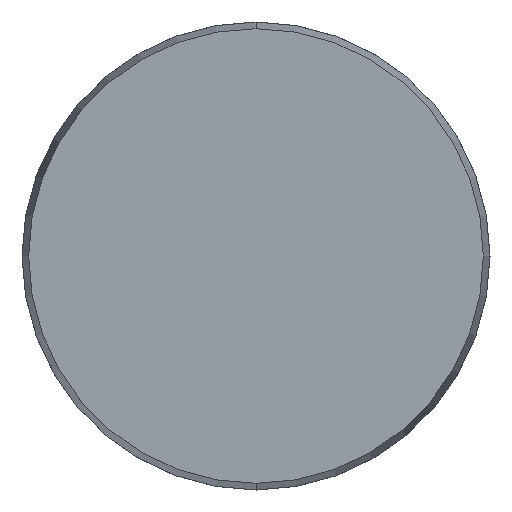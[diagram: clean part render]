
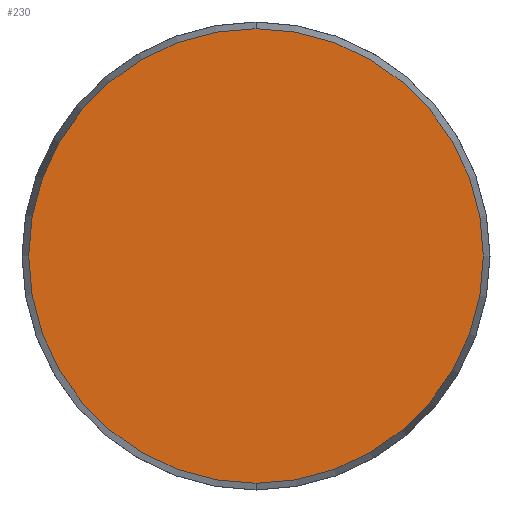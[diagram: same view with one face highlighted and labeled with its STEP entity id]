
A CAD part, front view. The second image highlights one B-rep face of the part: STEP entity #230.
In plain terms, the highlighted planar face has unit normal (0, -1, 0).
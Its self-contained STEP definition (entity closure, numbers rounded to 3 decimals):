
#29 = AXIS2_PLACEMENT_3D ( 'NONE', #932, #130, #450 ) ;
#45 = PLANE ( 'NONE',  #496 ) ;
#93 = CARTESIAN_POINT ( 'NONE',  ( 0., 0., 29.143 ) ) ;
#130 = DIRECTION ( 'NONE',  ( 0., -1., 0. ) ) ;
#139 = EDGE_CURVE ( 'NONE', #451, #646, #767, .T. ) ;
#156 = DIRECTION ( 'NONE',  ( 0., 1., 0. ) ) ;
#196 = EDGE_LOOP ( 'NONE', ( #1012, #682 ) ) ;
#230 = ADVANCED_FACE ( 'NONE', ( #378 ), #45, .F. ) ;
#287 = CARTESIAN_POINT ( 'NONE',  ( 0., 0., -29.143 ) ) ;
#329 = AXIS2_PLACEMENT_3D ( 'NONE', #979, #897, #356 ) ;
#356 = DIRECTION ( 'NONE',  ( 0., 0., -1. ) ) ;
#378 = FACE_OUTER_BOUND ( 'NONE', #196, .T. ) ;
#431 = EDGE_CURVE ( 'NONE', #646, #451, #443, .T. ) ;
#443 = CIRCLE ( 'NONE', #329, 29.143 ) ;
#450 = DIRECTION ( 'NONE',  ( 0., 0., -1. ) ) ;
#451 = VERTEX_POINT ( 'NONE', #93 ) ;
#496 = AXIS2_PLACEMENT_3D ( 'NONE', #684, #156, #891 ) ;
#646 = VERTEX_POINT ( 'NONE', #287 ) ;
#682 = ORIENTED_EDGE ( 'NONE', *, *, #431, .T. ) ;
#684 = CARTESIAN_POINT ( 'NONE',  ( -29.143, 0., 0. ) ) ;
#767 = CIRCLE ( 'NONE', #29, 29.143 ) ;
#891 = DIRECTION ( 'NONE',  ( 0., 0., 1. ) ) ;
#897 = DIRECTION ( 'NONE',  ( 0., -1., 0. ) ) ;
#932 = CARTESIAN_POINT ( 'NONE',  ( 0., 0., 0. ) ) ;
#979 = CARTESIAN_POINT ( 'NONE',  ( 0., 0., 0. ) ) ;
#1012 = ORIENTED_EDGE ( 'NONE', *, *, #139, .T. ) ;
